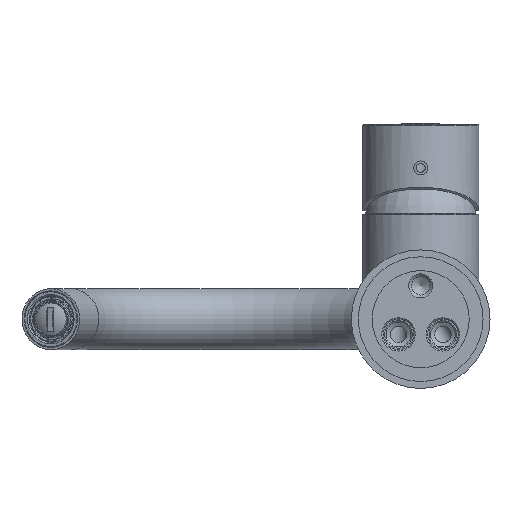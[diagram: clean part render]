
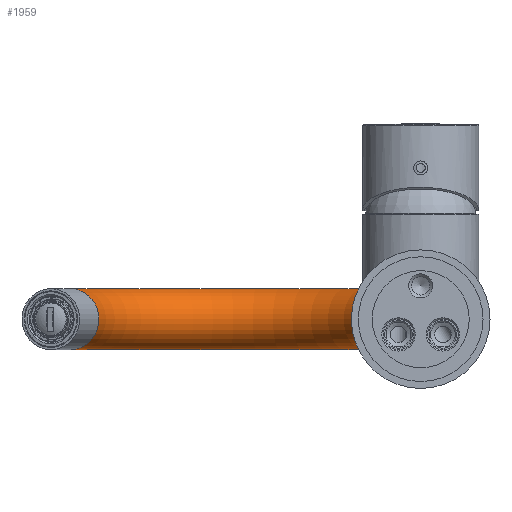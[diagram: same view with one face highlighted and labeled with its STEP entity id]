
A CAD part, front view. The second image highlights one B-rep face of the part: STEP entity #1959.
In plain terms, the highlighted toroidal (fillet/blend) face has major radius 65 mm and minor radius 11 mm.
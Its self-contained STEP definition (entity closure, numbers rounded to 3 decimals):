
#36=TOROIDAL_SURFACE('',#2511,65.,11.);
#603=ORIENTED_EDGE('',*,*,#927,.F.);
#604=ORIENTED_EDGE('',*,*,#918,.T.);
#918=EDGE_CURVE('',#1142,#1142,#1326,.F.);
#927=EDGE_CURVE('',#1151,#1151,#1335,.F.);
#1142=VERTEX_POINT('',#4425);
#1151=VERTEX_POINT('',#4448);
#1326=CIRCLE('',#2495,11.);
#1335=CIRCLE('',#2509,11.);
#1504=EDGE_LOOP('',(#603));
#1505=EDGE_LOOP('',(#604));
#1726=FACE_BOUND('',#1504,.T.);
#1727=FACE_BOUND('',#1505,.T.);
#1959=ADVANCED_FACE('',(#1726,#1727),#36,.T.);
#2495=AXIS2_PLACEMENT_3D('',#4424,#2993,#2994);
#2509=AXIS2_PLACEMENT_3D('',#4447,#3021,#3022);
#2511=AXIS2_PLACEMENT_3D('',#4450,#3025,#3026);
#2993=DIRECTION('',(0.,-1.,0.));
#2994=DIRECTION('',(0.,0.,1.));
#3021=DIRECTION('',(0.326,0.946,0.));
#3022=DIRECTION('',(-0.946,0.326,0.));
#3025=DIRECTION('',(0.,0.,1.));
#3026=DIRECTION('',(1.,0.,0.));
#4424=CARTESIAN_POINT('',(0.,149.5,-5.25));
#4425=CARTESIAN_POINT('',(0.,149.5,5.75));
#4447=CARTESIAN_POINT('',(-126.459,170.662,-5.25));
#4448=CARTESIAN_POINT('',(-136.859,174.243,-5.25));
#4450=CARTESIAN_POINT('',(-65.,149.5,-5.25));
